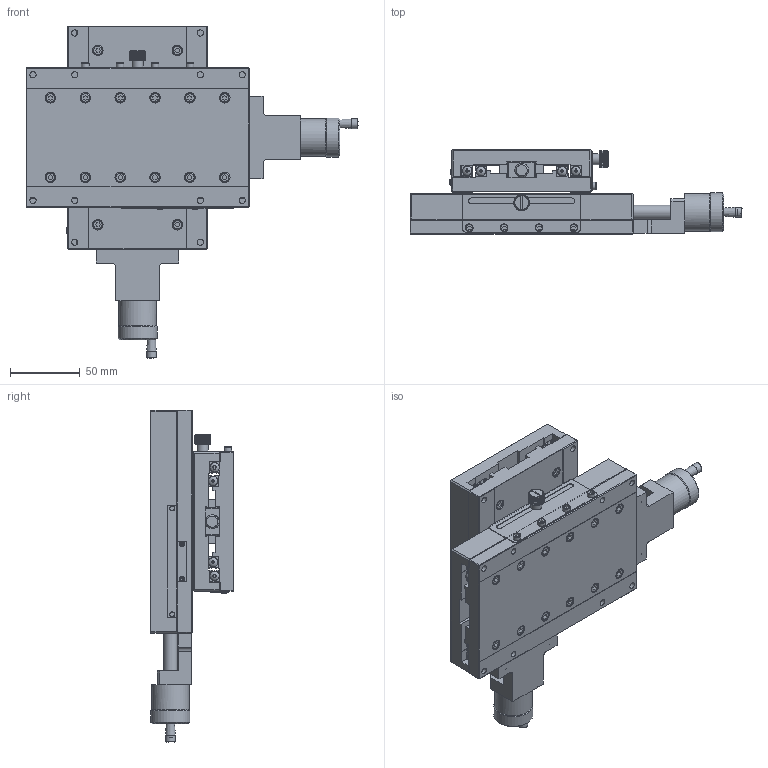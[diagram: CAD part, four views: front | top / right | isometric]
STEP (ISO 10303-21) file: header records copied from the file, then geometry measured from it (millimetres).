
FILE_DESCRIPTION (( 'STEP AP203' ), '1' );
FILE_NAME ('528888.STEP', '2024-11-13T03:08:06', ( 'Windows User' ), ( 'P R C' ), 'SwSTEP 2.0', 'SolidWorks 2020', '' );
FILE_SCHEMA (( 'CONFIG_CONTROL_DESIGN' ));
Length unit declared in the file: millimetre
Products named in the file (1): 528888
Bounding box: 238 x 60 x 238 mm (x, y, z)
Volume: 862424 mm3; surface area: 243174.1 mm2
Topology: 4 solids, 4 shells, 2608 faces, 6242 edges, 3992 vertices
Faces by surface type: plane 1740, cylinder 452, cone 286, bspline 114, torus 16
Full cylindrical faces by diameter (mm): 3.242 x40, 3.4 x24, 3.8 x8, 4 x26, 4.5 x16, 5 x2, 5.2 x2, 5.5 x16, 6 x56, 6.9 x16, 7 x58, 7.5 x52, 8 x24, 9 x2, 10 x4, 27 x2, 28 x2
Entity records: 75597 total; most frequent: CARTESIAN_POINT 19069, ORIENTED_EDGE 11020, DIRECTION 11002, EDGE_CURVE 5510, VERTEX_POINT 3864, AXIS2_PLACEMENT_3D 3731, EDGE_LOOP 3638, VECTOR 3540
